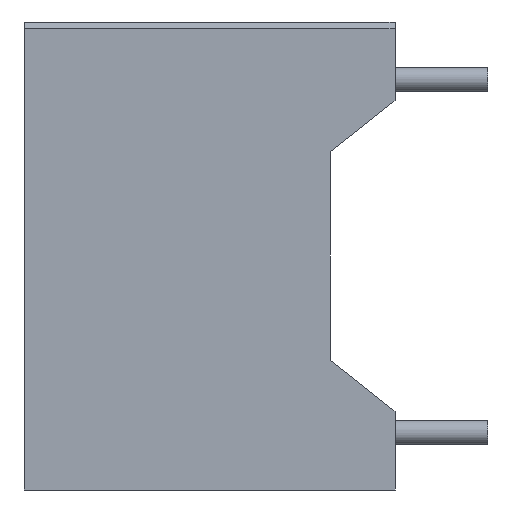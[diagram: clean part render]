
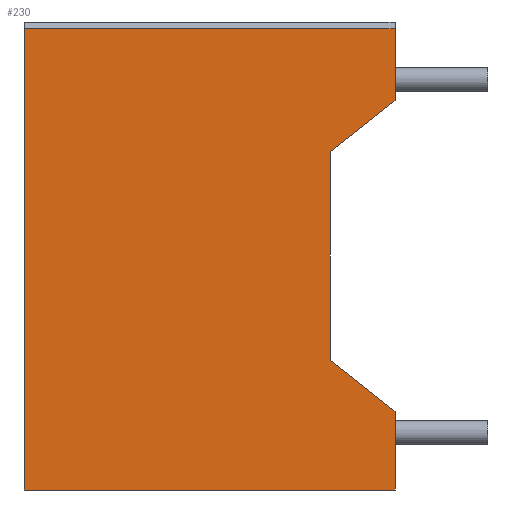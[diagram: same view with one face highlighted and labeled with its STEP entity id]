
A CAD part, left-side view. The second image highlights one B-rep face of the part: STEP entity #230.
In plain terms, the highlighted planar face has unit normal (-1, 0, 0).
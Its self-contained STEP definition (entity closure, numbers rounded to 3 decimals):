
#142 = VERTEX_POINT('',#143);
#143 = CARTESIAN_POINT('',(-10.,8.,4.9));
#149 = EDGE_CURVE('',#142,#150,#152,.T.);
#150 = VERTEX_POINT('',#151);
#151 = CARTESIAN_POINT('',(-10.,0.,4.9));
#152 = LINE('',#153,#154);
#153 = CARTESIAN_POINT('',(-10.,1.4,4.9));
#154 = VECTOR('',#155,1.);
#155 = DIRECTION('',(0.,-1.,0.));
#180 = EDGE_CURVE('',#150,#181,#183,.T.);
#181 = VERTEX_POINT('',#182);
#182 = CARTESIAN_POINT('',(-10.,0.,3.35));
#183 = LINE('',#184,#185);
#184 = CARTESIAN_POINT('',(-10.,0.,5.05));
#185 = VECTOR('',#186,1.);
#186 = DIRECTION('',(0.,0.,-1.));
#230 = ADVANCED_FACE('',(#231),#281,.T.);
#231 = FACE_BOUND('',#232,.T.);
#232 = EDGE_LOOP('',(#233,#234,#242,#250,#258,#266,#274,#280));
#233 = ORIENTED_EDGE('',*,*,#149,.F.);
#234 = ORIENTED_EDGE('',*,*,#235,.F.);
#235 = EDGE_CURVE('',#236,#142,#238,.T.);
#236 = VERTEX_POINT('',#237);
#237 = CARTESIAN_POINT('',(-10.,8.,-5.05));
#238 = LINE('',#239,#240);
#239 = CARTESIAN_POINT('',(-10.,8.,5.05));
#240 = VECTOR('',#241,1.);
#241 = DIRECTION('',(0.,0.,1.));
#242 = ORIENTED_EDGE('',*,*,#243,.T.);
#243 = EDGE_CURVE('',#236,#244,#246,.T.);
#244 = VERTEX_POINT('',#245);
#245 = CARTESIAN_POINT('',(-10.,0.,-5.05));
#246 = LINE('',#247,#248);
#247 = CARTESIAN_POINT('',(-10.,1.4,-5.05));
#248 = VECTOR('',#249,1.);
#249 = DIRECTION('',(0.,-1.,0.));
#250 = ORIENTED_EDGE('',*,*,#251,.T.);
#251 = EDGE_CURVE('',#244,#252,#254,.T.);
#252 = VERTEX_POINT('',#253);
#253 = CARTESIAN_POINT('',(-10.,0.,-3.35));
#254 = LINE('',#255,#256);
#255 = CARTESIAN_POINT('',(-10.,0.,-5.05));
#256 = VECTOR('',#257,1.);
#257 = DIRECTION('',(0.,0.,1.));
#258 = ORIENTED_EDGE('',*,*,#259,.F.);
#259 = EDGE_CURVE('',#260,#252,#262,.T.);
#260 = VERTEX_POINT('',#261);
#261 = CARTESIAN_POINT('',(-10.,1.4,-2.25));
#262 = LINE('',#263,#264);
#263 = CARTESIAN_POINT('',(-10.,1.4,-2.25));
#264 = VECTOR('',#265,1.);
#265 = DIRECTION('',(0.,-0.786,-0.618));
#266 = ORIENTED_EDGE('',*,*,#267,.F.);
#267 = EDGE_CURVE('',#268,#260,#270,.T.);
#268 = VERTEX_POINT('',#269);
#269 = CARTESIAN_POINT('',(-10.,1.4,2.25));
#270 = LINE('',#271,#272);
#271 = CARTESIAN_POINT('',(-10.,1.4,5.05));
#272 = VECTOR('',#273,1.);
#273 = DIRECTION('',(0.,0.,-1.));
#274 = ORIENTED_EDGE('',*,*,#275,.T.);
#275 = EDGE_CURVE('',#268,#181,#276,.T.);
#276 = LINE('',#277,#278);
#277 = CARTESIAN_POINT('',(-10.,1.4,2.25));
#278 = VECTOR('',#279,1.);
#279 = DIRECTION('',(0.,-0.786,0.618)
  );
#280 = ORIENTED_EDGE('',*,*,#180,.F.);
#281 = PLANE('',#282);
#282 = AXIS2_PLACEMENT_3D('',#283,#284,#285);
#283 = CARTESIAN_POINT('',(-10.,1.4,-5.05));
#284 = DIRECTION('',(-1.,0.,0.));
#285 = DIRECTION('',(0.,0.,1.));
